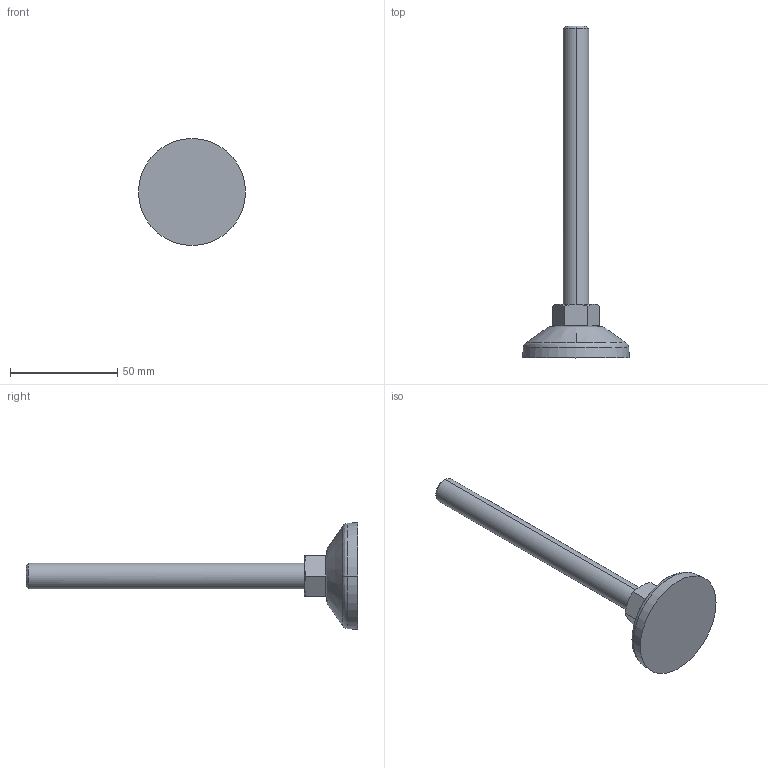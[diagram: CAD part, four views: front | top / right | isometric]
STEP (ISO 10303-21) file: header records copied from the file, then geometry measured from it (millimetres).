
FILE_DESCRIPTION (( 'STEP AP214' ), '1' );
FILE_NAME ('Rexnord-R0173 -626643.STEP', '2023-08-02T08:28:37', ( '' ), ( '' ), 'SwSTEP 2.0', 'SolidWorks 2022', '' );
FILE_SCHEMA (( 'AUTOMOTIVE_DESIGN' ));
Length unit declared in the file: millimetre
Products named in the file (3): Rexnord-R0173 -626643; Rexnord-R0173 -626643_R0173; Rexnord-R0173 -626643_M12
Assembly tree (2 placements, depth 2):
  Rexnord-R0173 -626643
    Rexnord-R0173 -626643_R0173
    Rexnord-R0173 -626643_M12
Bounding box: 50 x 155 x 50 mm (x, y, z)
Volume: 39495.4 mm3; surface area: 12156.4 mm2
Topology: 2 solids, 2 shells, 55 faces, 118 edges, 70 vertices
Faces by surface type: plane 23, cone 14, bspline 12, cylinder 6
Entity records: 2319 total; most frequent: CARTESIAN_POINT 774, DIRECTION 246, ORIENTED_EDGE 236, EDGE_CURVE 118, AXIS2_PLACEMENT_3D 106, VERTEX_POINT 70, EDGE_LOOP 60, CIRCLE 58
